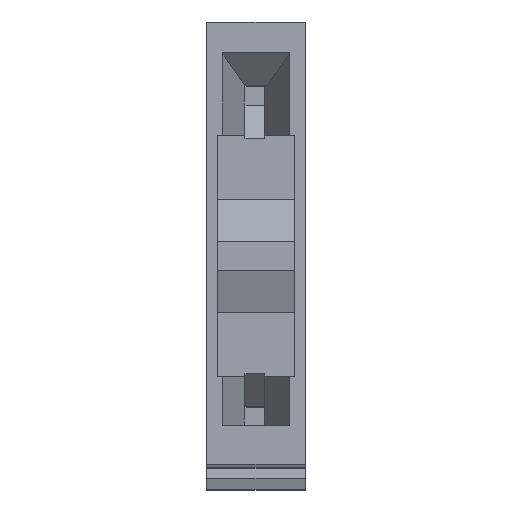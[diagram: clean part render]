
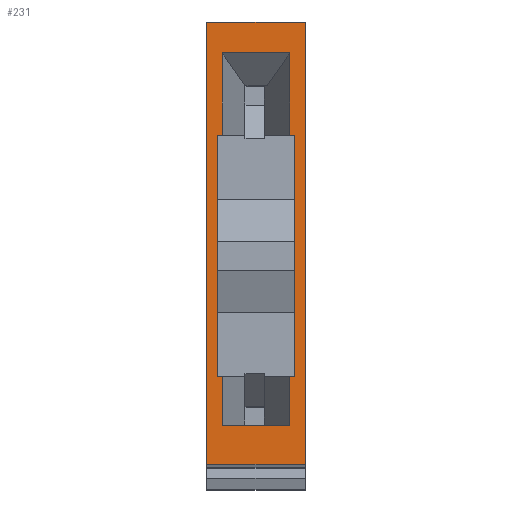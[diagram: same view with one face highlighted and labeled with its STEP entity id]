
A CAD part, top view. The second image highlights one B-rep face of the part: STEP entity #231.
In plain terms, the highlighted planar face has unit normal (0, 0, 1).
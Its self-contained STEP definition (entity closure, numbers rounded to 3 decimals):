
#231=ADVANCED_FACE('',(#484,#485),#486,.T.);
#484=FACE_OUTER_BOUND('',#757,.T.);
#485=FACE_BOUND('',#758,.T.);
#486=PLANE('',#759);
#757=EDGE_LOOP('',(#1422,#1423,#1424,#1425));
#758=EDGE_LOOP('',(#1426,#1427,#1428,#1429,#1430,#1431,#1432,#1433,#1434,#1435,#1436,#1437));
#759=AXIS2_PLACEMENT_3D('',#1438,#1439,#1440);
#1422=ORIENTED_EDGE('',*,*,#1821,.F.);
#1423=ORIENTED_EDGE('',*,*,#1899,.T.);
#1424=ORIENTED_EDGE('',*,*,#1751,.T.);
#1425=ORIENTED_EDGE('',*,*,#1798,.T.);
#1426=ORIENTED_EDGE('',*,*,#1963,.T.);
#1427=ORIENTED_EDGE('',*,*,#1964,.T.);
#1428=ORIENTED_EDGE('',*,*,#1965,.T.);
#1429=ORIENTED_EDGE('',*,*,#1933,.T.);
#1430=ORIENTED_EDGE('',*,*,#1966,.T.);
#1431=ORIENTED_EDGE('',*,*,#1953,.T.);
#1432=ORIENTED_EDGE('',*,*,#1967,.T.);
#1433=ORIENTED_EDGE('',*,*,#1968,.T.);
#1434=ORIENTED_EDGE('',*,*,#1969,.T.);
#1435=ORIENTED_EDGE('',*,*,#1970,.T.);
#1436=ORIENTED_EDGE('',*,*,#1971,.T.);
#1437=ORIENTED_EDGE('',*,*,#1972,.T.);
#1438=CARTESIAN_POINT('',(5.15,24.2,33.25));
#1439=DIRECTION('',(0.,0.,1.0));
#1440=DIRECTION('',(0.,-1.0,0.));
#1751=EDGE_CURVE('',#2131,#2129,#2132,.T.);
#1798=EDGE_CURVE('',#2129,#2212,#2214,.T.);
#1821=EDGE_CURVE('',#2251,#2212,#2253,.T.);
#1899=EDGE_CURVE('',#2251,#2131,#2360,.T.);
#1933=EDGE_CURVE('',#2398,#2399,#2400,.T.);
#1953=EDGE_CURVE('',#2431,#2429,#2432,.T.);
#1963=EDGE_CURVE('',#2446,#2447,#2448,.T.);
#1964=EDGE_CURVE('',#2447,#2449,#2450,.T.);
#1965=EDGE_CURVE('',#2449,#2398,#2451,.T.);
#1966=EDGE_CURVE('',#2399,#2431,#2452,.T.);
#1967=EDGE_CURVE('',#2429,#2453,#2454,.T.);
#1968=EDGE_CURVE('',#2453,#2455,#2456,.T.);
#1969=EDGE_CURVE('',#2455,#2457,#2458,.T.);
#1970=EDGE_CURVE('',#2457,#2459,#2460,.T.);
#1971=EDGE_CURVE('',#2459,#2461,#2462,.T.);
#1972=EDGE_CURVE('',#2461,#2446,#2463,.T.);
#2129=VERTEX_POINT('',#2669);
#2131=VERTEX_POINT('',#2672);
#2132=LINE('',#2673,#2674);
#2212=VERTEX_POINT('',#2791);
#2214=LINE('',#2794,#2795);
#2251=VERTEX_POINT('',#2849);
#2253=LINE('',#2852,#2853);
#2360=LINE('',#3007,#3008);
#2398=VERTEX_POINT('',#3061);
#2399=VERTEX_POINT('',#3062);
#2400=LINE('',#3063,#3064);
#2429=VERTEX_POINT('',#3107);
#2431=VERTEX_POINT('',#3110);
#2432=LINE('',#3111,#3112);
#2446=VERTEX_POINT('',#3132);
#2447=VERTEX_POINT('',#3133);
#2448=LINE('',#3134,#3135);
#2449=VERTEX_POINT('',#3136);
#2450=LINE('',#3137,#3138);
#2451=LINE('',#3139,#3140);
#2452=LINE('',#3141,#3142);
#2453=VERTEX_POINT('',#3143);
#2454=LINE('',#3144,#3145);
#2455=VERTEX_POINT('',#3146);
#2456=LINE('',#3147,#3148);
#2457=VERTEX_POINT('',#3149);
#2458=LINE('',#3150,#3151);
#2459=VERTEX_POINT('',#3152);
#2460=LINE('',#3153,#3154);
#2461=VERTEX_POINT('',#3155);
#2462=LINE('',#3156,#3157);
#2463=LINE('',#3158,#3159);
#2669=CARTESIAN_POINT('',(0.,1.327,33.25));
#2672=CARTESIAN_POINT('',(0.,24.2,33.25));
#2673=CARTESIAN_POINT('',(0.0,38.006,33.25));
#2674=VECTOR('',#3350,1.0);
#2791=CARTESIAN_POINT('',(5.1,1.327,33.25));
#2794=CARTESIAN_POINT('',(4.325,1.327,33.25));
#2795=VECTOR('',#3395,1.0);
#2849=CARTESIAN_POINT('',(5.1,24.2,33.25));
#2852=CARTESIAN_POINT('',(5.1,38.006,33.25));
#2853=VECTOR('',#3420,1.0);
#3007=CARTESIAN_POINT('',(5.15,24.2,33.25));
#3008=VECTOR('',#3495,1.0);
#3061=CARTESIAN_POINT('',(4.3,5.85,33.25));
#3062=CARTESIAN_POINT('',(4.3,3.3,33.25));
#3063=CARTESIAN_POINT('',(4.3,38.006,33.25));
#3064=VECTOR('',#3511,1.0);
#3107=CARTESIAN_POINT('',(0.8,5.85,33.25));
#3110=CARTESIAN_POINT('',(0.8,3.3,33.25));
#3111=CARTESIAN_POINT('',(0.8,38.006,33.25));
#3112=VECTOR('',#3527,1.0);
#3132=CARTESIAN_POINT('',(4.3,18.35,33.25));
#3133=CARTESIAN_POINT('',(4.55,18.35,33.25));
#3134=CARTESIAN_POINT('',(4.325,18.35,33.25));
#3135=VECTOR('',#3534,1.0);
#3136=CARTESIAN_POINT('',(4.55,5.85,33.25));
#3137=CARTESIAN_POINT('',(4.55,38.006,33.25));
#3138=VECTOR('',#3535,1.0);
#3139=CARTESIAN_POINT('',(4.325,5.85,33.25));
#3140=VECTOR('',#3536,1.0);
#3141=CARTESIAN_POINT('',(4.325,3.3,33.25));
#3142=VECTOR('',#3537,1.0);
#3143=CARTESIAN_POINT('',(0.55,5.85,33.25));
#3144=CARTESIAN_POINT('',(4.325,5.85,33.25));
#3145=VECTOR('',#3538,1.0);
#3146=CARTESIAN_POINT('',(0.55,18.35,33.25));
#3147=CARTESIAN_POINT('',(0.55,38.006,33.25));
#3148=VECTOR('',#3539,1.0);
#3149=CARTESIAN_POINT('',(0.8,18.35,33.25));
#3150=CARTESIAN_POINT('',(4.325,18.35,33.25));
#3151=VECTOR('',#3540,1.0);
#3152=CARTESIAN_POINT('',(0.8,22.6,33.25));
#3153=CARTESIAN_POINT('',(0.8,38.006,33.25));
#3154=VECTOR('',#3541,1.0);
#3155=CARTESIAN_POINT('',(4.3,22.6,33.25));
#3156=CARTESIAN_POINT('',(4.325,22.6,33.25));
#3157=VECTOR('',#3542,1.0);
#3158=CARTESIAN_POINT('',(4.3,38.006,33.25));
#3159=VECTOR('',#3543,1.0);
#3350=DIRECTION('',(0.0,-1.0,0.));
#3395=DIRECTION('',(1.0,0.0,0.));
#3420=DIRECTION('',(0.0,-1.0,0.));
#3495=DIRECTION('',(-1.0,0.0,0.));
#3511=DIRECTION('',(0.0,-1.0,0.));
#3527=DIRECTION('',(0.0,1.0,0.));
#3534=DIRECTION('',(1.0,0.0,0.));
#3535=DIRECTION('',(0.0,-1.0,0.));
#3536=DIRECTION('',(-1.0,0.0,0.));
#3537=DIRECTION('',(-1.0,0.,0.));
#3538=DIRECTION('',(-1.0,0.0,0.));
#3539=DIRECTION('',(0.0,1.0,0.));
#3540=DIRECTION('',(1.0,0.0,0.));
#3541=DIRECTION('',(0.0,1.0,0.));
#3542=DIRECTION('',(1.0,0.0,0.));
#3543=DIRECTION('',(0.0,-1.0,0.));
